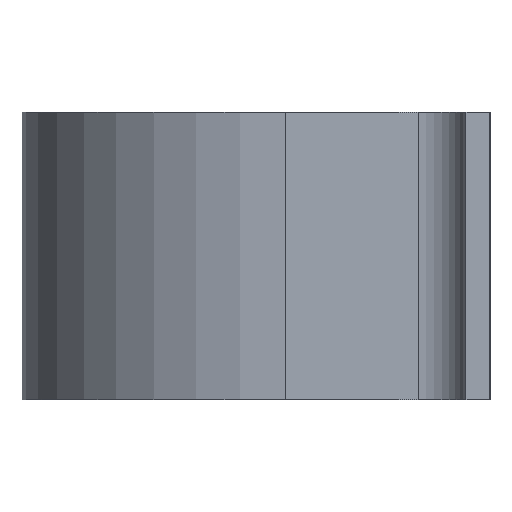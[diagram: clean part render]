
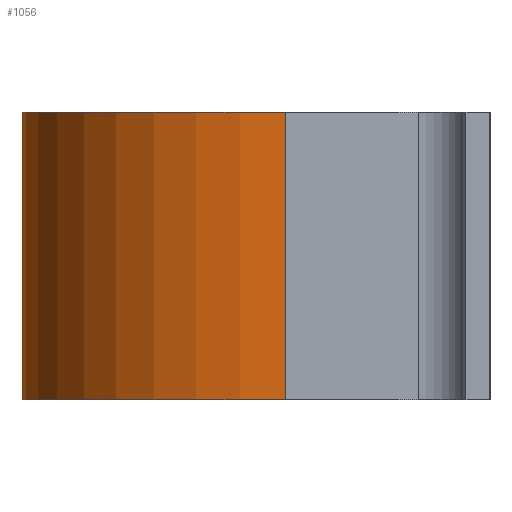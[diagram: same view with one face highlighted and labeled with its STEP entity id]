
A CAD part, left-side view. The second image highlights one B-rep face of the part: STEP entity #1056.
In plain terms, the highlighted cylindrical face has radius 11 mm (diameter 22 mm), a partial arc.
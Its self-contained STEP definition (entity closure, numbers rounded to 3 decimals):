
#2 = AXIS2_PLACEMENT_3D ( 'NONE', #685, #725, #732 ) ;
#56 = AXIS2_PLACEMENT_3D ( 'NONE', #1006, #996, #994 ) ;
#60 = CIRCLE ( 'NONE', #56, 11. ) ;
#65 = VERTEX_POINT ( 'NONE', #82 ) ;
#82 = CARTESIAN_POINT ( 'NONE',  ( 11., 8.5, -6. ) ) ;
#106 = CARTESIAN_POINT ( 'NONE',  ( -11., 8.5, 6. ) ) ;
#113 = EDGE_CURVE ( 'NONE', #244, #653, #702, .T. ) ;
#161 = DIRECTION ( 'NONE',  ( 0., 0., -1. ) ) ;
#198 = CARTESIAN_POINT ( 'NONE',  ( 11., 8.5, 6. ) ) ;
#244 = VERTEX_POINT ( 'NONE', #106 ) ;
#311 = VECTOR ( 'NONE', #461, 1000. ) ;
#338 = LINE ( 'NONE', #198, #311 ) ;
#371 = EDGE_CURVE ( 'NONE', #1001, #65, #338, .T. ) ;
#439 = CARTESIAN_POINT ( 'NONE',  ( -11., 8.5, 6. ) ) ;
#455 = CARTESIAN_POINT ( 'NONE',  ( -11., 8.5, -6. ) ) ;
#461 = DIRECTION ( 'NONE',  ( 0., 0., -1. ) ) ;
#501 = EDGE_LOOP ( 'NONE', ( #581, #941, #972, #635 ) ) ;
#539 = EDGE_CURVE ( 'NONE', #653, #65, #60, .T. ) ;
#581 = ORIENTED_EDGE ( 'NONE', *, *, #539, .F. ) ;
#597 = AXIS2_PLACEMENT_3D ( 'NONE', #623, #599, #642 ) ;
#599 = DIRECTION ( 'NONE',  ( 0., 0., -1. ) ) ;
#623 = CARTESIAN_POINT ( 'NONE',  ( 0., 8.5, 6. ) ) ;
#626 = CARTESIAN_POINT ( 'NONE',  ( 11., 8.5, 6. ) ) ;
#635 = ORIENTED_EDGE ( 'NONE', *, *, #371, .T. ) ;
#642 = DIRECTION ( 'NONE',  ( 1., 0., 0. ) ) ;
#653 = VERTEX_POINT ( 'NONE', #455 ) ;
#682 = CYLINDRICAL_SURFACE ( 'NONE', #2, 11. ) ;
#685 = CARTESIAN_POINT ( 'NONE',  ( 0., 8.5, 6. ) ) ;
#702 = LINE ( 'NONE', #439, #717 ) ;
#717 = VECTOR ( 'NONE', #161, 1000. ) ;
#725 = DIRECTION ( 'NONE',  ( 0., 0., -1. ) ) ;
#732 = DIRECTION ( 'NONE',  ( -1., 0., 0. ) ) ;
#758 = FACE_OUTER_BOUND ( 'NONE', #501, .T. ) ;
#819 = CIRCLE ( 'NONE', #597, 11. ) ;
#941 = ORIENTED_EDGE ( 'NONE', *, *, #113, .F. ) ;
#968 = EDGE_CURVE ( 'NONE', #244, #1001, #819, .T. ) ;
#972 = ORIENTED_EDGE ( 'NONE', *, *, #968, .T. ) ;
#994 = DIRECTION ( 'NONE',  ( 1., 0., 0. ) ) ;
#996 = DIRECTION ( 'NONE',  ( 0., 0., -1. ) ) ;
#1001 = VERTEX_POINT ( 'NONE', #626 ) ;
#1006 = CARTESIAN_POINT ( 'NONE',  ( 0., 8.5, -6. ) ) ;
#1056 = ADVANCED_FACE ( 'NONE', ( #758 ), #682, .T. ) ;
